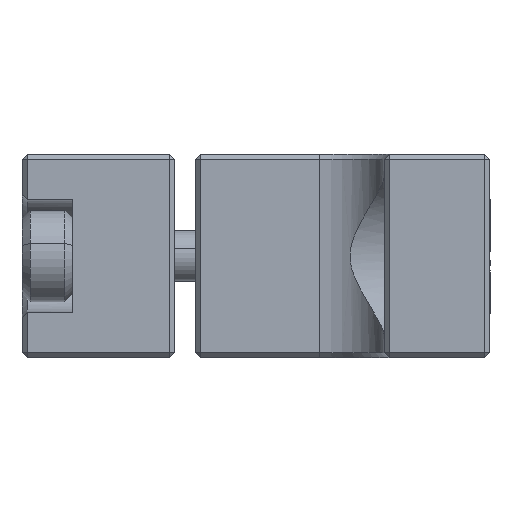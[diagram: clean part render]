
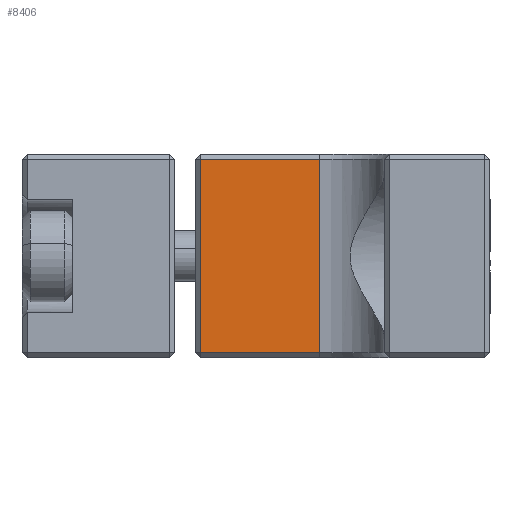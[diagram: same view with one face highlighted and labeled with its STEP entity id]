
A CAD part, left-side view. The second image highlights one B-rep face of the part: STEP entity #8406.
In plain terms, the highlighted planar face has unit normal (-1, 0, 0).
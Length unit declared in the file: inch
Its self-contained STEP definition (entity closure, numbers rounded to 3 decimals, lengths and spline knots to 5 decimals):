
#545 = CARTESIAN_POINT ( 'NONE',  ( -0.31496, -0.02969, -0.18685 ) ) ;
#626 = DIRECTION ( 'NONE',  ( 0., 0., 1. ) ) ;
#903 = DIRECTION ( 'NONE',  ( 0., 1., 0. ) ) ;
#958 = CARTESIAN_POINT ( 'NONE',  ( -0.31496, -0.26083, 0.18685 ) ) ;
#1452 = CARTESIAN_POINT ( 'NONE',  ( -0.31496, -0.02969, 0.18685 ) ) ;
#1493 = ORIENTED_EDGE ( 'NONE', *, *, #8223, .T. ) ;
#1720 = EDGE_CURVE ( 'NONE', #5389, #7153, #5797, .T. ) ;
#1815 = FACE_OUTER_BOUND ( 'NONE', #8248, .T. ) ;
#1851 = CARTESIAN_POINT ( 'NONE',  ( -0.31496, -0.26083, 0. ) ) ;
#2014 = CARTESIAN_POINT ( 'NONE',  ( -0.31496, -0.26083, -0.18685 ) ) ;
#2068 = VECTOR ( 'NONE', #3699, 39.37008 ) ;
#2570 = PLANE ( 'NONE',  #5895 ) ;
#2585 = EDGE_CURVE ( 'NONE', #5389, #8302, #6730, .T. ) ;
#2602 = DIRECTION ( 'NONE',  ( 0., 0., 1. ) ) ;
#2673 = VERTEX_POINT ( 'NONE', #1452 ) ;
#3097 = LINE ( 'NONE', #958, #8560 ) ;
#3148 = ORIENTED_EDGE ( 'NONE', *, *, #1720, .F. ) ;
#3699 = DIRECTION ( 'NONE',  ( 0., 0., -1. ) ) ;
#3880 = VECTOR ( 'NONE', #903, 39.37008 ) ;
#4638 = ORIENTED_EDGE ( 'NONE', *, *, #8171, .T. ) ;
#5389 = VERTEX_POINT ( 'NONE', #2014 ) ;
#5667 = CARTESIAN_POINT ( 'NONE',  ( -0.31496, -0.26083, 0. ) ) ;
#5797 = LINE ( 'NONE', #5930, #3880 ) ;
#5895 = AXIS2_PLACEMENT_3D ( 'NONE', #1851, #6847, #2602 ) ;
#5930 = CARTESIAN_POINT ( 'NONE',  ( -0.31496, -0.312, -0.18685 ) ) ;
#5953 = DIRECTION ( 'NONE',  ( 0., 1., 0. ) ) ;
#6015 = CARTESIAN_POINT ( 'NONE',  ( -0.31496, -0.26083, 0.18685 ) ) ;
#6519 = VECTOR ( 'NONE', #626, 39.37008 ) ;
#6730 = LINE ( 'NONE', #5667, #6519 ) ;
#6739 = ORIENTED_EDGE ( 'NONE', *, *, #2585, .T. ) ;
#6847 = DIRECTION ( 'NONE',  ( -1., 0., 0. ) ) ;
#7153 = VERTEX_POINT ( 'NONE', #545 ) ;
#7535 = LINE ( 'NONE', #7963, #2068 ) ;
#7963 = CARTESIAN_POINT ( 'NONE',  ( -0.31496, -0.02969, 0. ) ) ;
#8171 = EDGE_CURVE ( 'NONE', #2673, #7153, #7535, .T. ) ;
#8223 = EDGE_CURVE ( 'NONE', #8302, #2673, #3097, .T. ) ;
#8248 = EDGE_LOOP ( 'NONE', ( #3148, #6739, #1493, #4638 ) ) ;
#8302 = VERTEX_POINT ( 'NONE', #6015 ) ;
#8406 = ADVANCED_FACE ( 'NONE', ( #1815 ), #2570, .T. ) ;
#8560 = VECTOR ( 'NONE', #5953, 39.37008 ) ;
